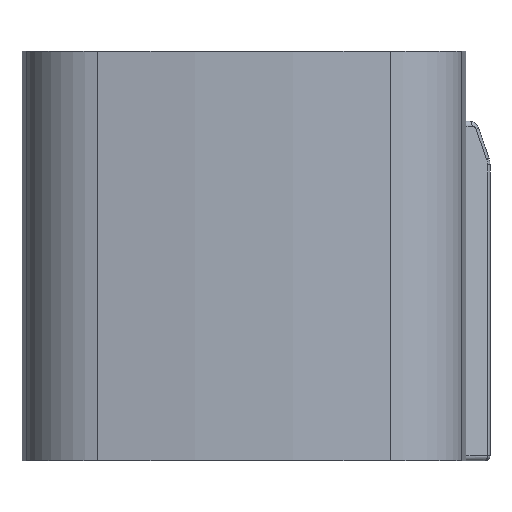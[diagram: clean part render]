
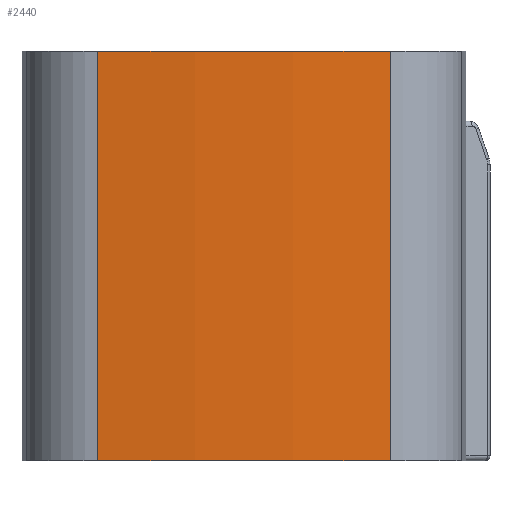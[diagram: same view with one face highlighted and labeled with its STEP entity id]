
A CAD part, front view. The second image highlights one B-rep face of the part: STEP entity #2440.
In plain terms, the highlighted cylindrical face has radius 59.343 mm (diameter 118.687 mm), a partial arc.
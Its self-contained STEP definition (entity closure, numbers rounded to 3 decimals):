
#1130=CARTESIAN_POINT('',(7.319,-5.96,2.5));
#1140=VERTEX_POINT('',#1130);
#1170=CARTESIAN_POINT('',(0.,52.93,2.5));
#1180=DIRECTION('',(0.,0.,-1.));
#1190=DIRECTION('',(-1.,0.,0.));
#1200=AXIS2_PLACEMENT_3D('',#1170,#1180,#1190);
#1210=CIRCLE('',#1200,59.343);
#1220=CARTESIAN_POINT('',(-7.319,-5.96,2.5));
#1230=VERTEX_POINT('',#1220);
#1240=EDGE_CURVE('',#1140,#1230,#1210,.T.);
#2000=CARTESIAN_POINT('',(-7.319,-5.96,
4.554));
#2010=DIRECTION('',(0.,0.,-1.));
#2020=VECTOR('',#2010,1.);
#2030=LINE('',#2000,#2020);
#2040=CARTESIAN_POINT('',(-7.319,-5.96,-18.));
#2050=VERTEX_POINT('',#2040);
#2060=EDGE_CURVE('',#1230,#2050,#2030,.T.);
#2200=CARTESIAN_POINT('',(0.,52.93,4.554));
#2210=DIRECTION('',(0.,0.,-1.));
#2220=DIRECTION('',(-1.,0.,0.));
#2230=AXIS2_PLACEMENT_3D('',#2200,#2210,#2220);
#2240=CYLINDRICAL_SURFACE('',#2230,59.343);
#2250=CARTESIAN_POINT('',(7.319,-5.96,
4.554));
#2260=DIRECTION('',(0.,0.,-1.));
#2270=VECTOR('',#2260,1.);
#2280=LINE('',#2250,#2270);
#2290=CARTESIAN_POINT('',(7.319,-5.96,-18.));
#2300=VERTEX_POINT('',#2290);
#2310=EDGE_CURVE('',#1140,#2300,#2280,.T.);
#2320=ORIENTED_EDGE('',*,*,#2310,.F.);
#2330=CARTESIAN_POINT('',(0.,52.93,-18.));
#2340=DIRECTION('',(0.,0.,-1.));
#2350=DIRECTION('',(-1.,0.,0.));
#2360=AXIS2_PLACEMENT_3D('',#2330,#2340,#2350);
#2370=CIRCLE('',#2360,59.343);
#2380=EDGE_CURVE('',#2300,#2050,#2370,.T.);
#2390=ORIENTED_EDGE('',*,*,#2380,.F.);
#2400=ORIENTED_EDGE('',*,*,#2060,.T.);
#2410=ORIENTED_EDGE('',*,*,#1240,.T.);
#2420=EDGE_LOOP('',(#2410,#2400,#2390,#2320));
#2430=FACE_OUTER_BOUND('',#2420,.T.);
#2440=ADVANCED_FACE('',(#2430),#2240,.T.);
